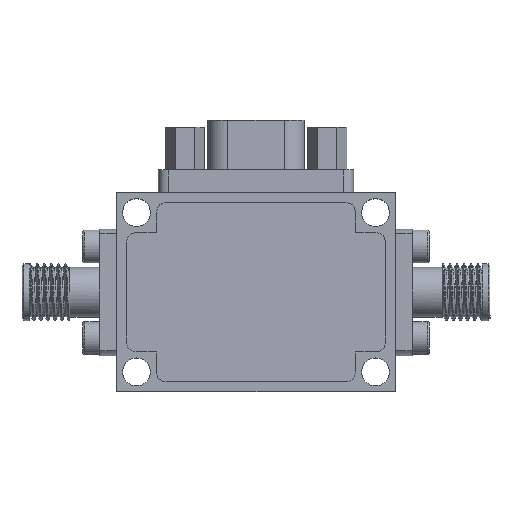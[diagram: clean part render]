
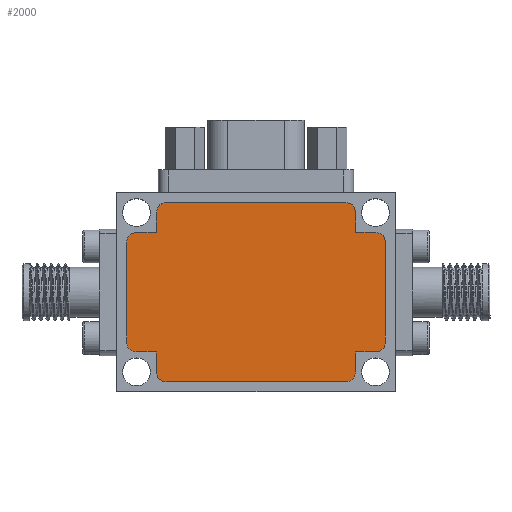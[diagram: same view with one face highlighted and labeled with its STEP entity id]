
A CAD part, top view. The second image highlights one B-rep face of the part: STEP entity #2000.
In plain terms, the highlighted planar face has unit normal (0, 0, 1).
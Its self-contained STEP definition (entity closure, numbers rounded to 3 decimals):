
#1976=AXIS2_PLACEMENT_3D('Plane Axis2P3D',#1973,#1974,#1975) ;
#1296=CARTESIAN_POINT('Vertex',(-121.184,26.531,9.5)) ;
#1312=CARTESIAN_POINT('Vertex',(-122.184,25.531,9.5)) ;
#1316=CARTESIAN_POINT('Control Point',(-122.184,25.531,9.5)) ;
#1317=CARTESIAN_POINT('Control Point',(-122.184,25.924,9.5)) ;
#1318=CARTESIAN_POINT('Control Point',(-121.975,26.321,9.5)) ;
#1319=CARTESIAN_POINT('Control Point',(-121.577,26.531,9.5)) ;
#1320=CARTESIAN_POINT('Control Point',(-121.184,26.531,9.5)) ;
#1345=CARTESIAN_POINT('Vertex',(-122.184,15.531,9.5)) ;
#1348=CARTESIAN_POINT('Line Origine',(-122.184,20.531,9.5)) ;
#1382=CARTESIAN_POINT('Vertex',(-121.184,14.531,9.5)) ;
#1386=CARTESIAN_POINT('Control Point',(-121.184,14.531,9.5)) ;
#1387=CARTESIAN_POINT('Control Point',(-121.577,14.531,9.5)) ;
#1388=CARTESIAN_POINT('Control Point',(-121.975,14.74,9.5)) ;
#1389=CARTESIAN_POINT('Control Point',(-122.184,15.138,9.5)) ;
#1390=CARTESIAN_POINT('Control Point',(-122.184,15.531,9.5)) ;
#1415=CARTESIAN_POINT('Vertex',(-119.184,14.531,9.5)) ;
#1418=CARTESIAN_POINT('Line Origine',(-120.184,14.531,9.5)) ;
#1446=CARTESIAN_POINT('Vertex',(-119.184,12.531,9.5)) ;
#1449=CARTESIAN_POINT('Line Origine',(-119.184,13.531,9.5)) ;
#1483=CARTESIAN_POINT('Vertex',(-118.184,11.531,9.5)) ;
#1487=CARTESIAN_POINT('Control Point',(-118.184,11.531,9.5)) ;
#1488=CARTESIAN_POINT('Control Point',(-118.577,11.531,9.5)) ;
#1489=CARTESIAN_POINT('Control Point',(-118.975,11.74,9.5)) ;
#1490=CARTESIAN_POINT('Control Point',(-119.184,12.138,9.5)) ;
#1491=CARTESIAN_POINT('Control Point',(-119.184,12.531,9.5)) ;
#1516=CARTESIAN_POINT('Vertex',(-100.184,11.531,9.5)) ;
#1519=CARTESIAN_POINT('Line Origine',(-109.184,11.531,9.5)) ;
#1553=CARTESIAN_POINT('Vertex',(-99.184,12.531,9.5)) ;
#1557=CARTESIAN_POINT('Control Point',(-99.184,12.531,9.5)) ;
#1558=CARTESIAN_POINT('Control Point',(-99.184,12.138,9.5)) ;
#1559=CARTESIAN_POINT('Control Point',(-99.394,11.74,9.5)) ;
#1560=CARTESIAN_POINT('Control Point',(-99.791,11.531,9.5)) ;
#1561=CARTESIAN_POINT('Control Point',(-100.184,11.531,9.5)) ;
#1586=CARTESIAN_POINT('Vertex',(-99.184,14.531,9.5)) ;
#1589=CARTESIAN_POINT('Line Origine',(-99.184,13.531,9.5)) ;
#1612=CARTESIAN_POINT('Vertex',(-97.184,14.531,9.5)) ;
#1615=CARTESIAN_POINT('Line Origine',(-98.184,14.531,9.5)) ;
#1649=CARTESIAN_POINT('Vertex',(-96.184,15.531,9.5)) ;
#1653=CARTESIAN_POINT('Control Point',(-96.184,15.531,9.5)) ;
#1654=CARTESIAN_POINT('Control Point',(-96.184,15.138,9.5)) ;
#1655=CARTESIAN_POINT('Control Point',(-96.394,14.74,9.5)) ;
#1656=CARTESIAN_POINT('Control Point',(-96.791,14.531,9.5)) ;
#1657=CARTESIAN_POINT('Control Point',(-97.184,14.531,9.5)) ;
#1682=CARTESIAN_POINT('Vertex',(-96.184,25.531,9.5)) ;
#1685=CARTESIAN_POINT('Line Origine',(-96.184,20.531,9.5)) ;
#1719=CARTESIAN_POINT('Vertex',(-97.184,26.531,9.5)) ;
#1723=CARTESIAN_POINT('Control Point',(-97.184,26.531,9.5)) ;
#1724=CARTESIAN_POINT('Control Point',(-96.791,26.531,9.5)) ;
#1725=CARTESIAN_POINT('Control Point',(-96.394,26.321,9.5)) ;
#1726=CARTESIAN_POINT('Control Point',(-96.184,25.924,9.5)) ;
#1727=CARTESIAN_POINT('Control Point',(-96.184,25.531,9.5)) ;
#1752=CARTESIAN_POINT('Vertex',(-99.184,26.531,9.5)) ;
#1755=CARTESIAN_POINT('Line Origine',(-98.184,26.531,9.5)) ;
#1778=CARTESIAN_POINT('Vertex',(-99.184,28.531,9.5)) ;
#1781=CARTESIAN_POINT('Line Origine',(-99.184,27.531,9.5)) ;
#1815=CARTESIAN_POINT('Vertex',(-100.184,29.531,9.5)) ;
#1819=CARTESIAN_POINT('Control Point',(-100.184,29.531,9.5)) ;
#1820=CARTESIAN_POINT('Control Point',(-99.791,29.531,9.5)) ;
#1821=CARTESIAN_POINT('Control Point',(-99.394,29.321,9.5)) ;
#1822=CARTESIAN_POINT('Control Point',(-99.184,28.924,9.5)) ;
#1823=CARTESIAN_POINT('Control Point',(-99.184,28.531,9.5)) ;
#1848=CARTESIAN_POINT('Vertex',(-118.184,29.531,9.5)) ;
#1851=CARTESIAN_POINT('Line Origine',(-109.184,29.531,9.5)) ;
#1885=CARTESIAN_POINT('Vertex',(-119.184,28.531,9.5)) ;
#1889=CARTESIAN_POINT('Control Point',(-119.184,28.531,9.5)) ;
#1890=CARTESIAN_POINT('Control Point',(-119.184,28.924,9.5)) ;
#1891=CARTESIAN_POINT('Control Point',(-118.975,29.321,9.5)) ;
#1892=CARTESIAN_POINT('Control Point',(-118.577,29.531,9.5)) ;
#1893=CARTESIAN_POINT('Control Point',(-118.184,29.531,9.5)) ;
#1913=CARTESIAN_POINT('Vertex',(-119.184,26.531,9.5)) ;
#1916=CARTESIAN_POINT('Line Origine',(-119.184,27.531,9.5)) ;
#1933=CARTESIAN_POINT('Line Origine',(-120.184,26.531,9.5)) ;
#1973=CARTESIAN_POINT('Axis2P3D Location',(0.,0.,9.5)) ;
#1349=DIRECTION('Vector Direction',(0.,1.,0.)) ;
#1419=DIRECTION('Vector Direction',(-1.,0.,0.)) ;
#1450=DIRECTION('Vector Direction',(0.,1.,0.)) ;
#1520=DIRECTION('Vector Direction',(-1.,0.,0.)) ;
#1590=DIRECTION('Vector Direction',(0.,-1.,0.)) ;
#1616=DIRECTION('Vector Direction',(-1.,0.,0.)) ;
#1686=DIRECTION('Vector Direction',(0.,-1.,0.)) ;
#1756=DIRECTION('Vector Direction',(1.,0.,0.)) ;
#1782=DIRECTION('Vector Direction',(0.,-1.,0.)) ;
#1852=DIRECTION('Vector Direction',(1.,0.,0.)) ;
#1917=DIRECTION('Vector Direction',(0.,1.,0.)) ;
#1934=DIRECTION('Vector Direction',(1.,0.,0.)) ;
#1974=DIRECTION('Axis2P3D Direction',(0.,0.,1.)) ;
#1975=DIRECTION('Axis2P3D XDirection',(1.,0.,0.)) ;
#1350=VECTOR('Line Direction',#1349,1.) ;
#1420=VECTOR('Line Direction',#1419,1.) ;
#1451=VECTOR('Line Direction',#1450,1.) ;
#1521=VECTOR('Line Direction',#1520,1.) ;
#1591=VECTOR('Line Direction',#1590,1.) ;
#1617=VECTOR('Line Direction',#1616,1.) ;
#1687=VECTOR('Line Direction',#1686,1.) ;
#1757=VECTOR('Line Direction',#1756,1.) ;
#1783=VECTOR('Line Direction',#1782,1.) ;
#1853=VECTOR('Line Direction',#1852,1.) ;
#1918=VECTOR('Line Direction',#1917,1.) ;
#1935=VECTOR('Line Direction',#1934,1.) ;
#1979=ORIENTED_EDGE('',*,*,#1321,.T.) ;
#1980=ORIENTED_EDGE('',*,*,#1352,.T.) ;
#1981=ORIENTED_EDGE('',*,*,#1391,.T.) ;
#1982=ORIENTED_EDGE('',*,*,#1422,.T.) ;
#1983=ORIENTED_EDGE('',*,*,#1453,.T.) ;
#1984=ORIENTED_EDGE('',*,*,#1492,.T.) ;
#1985=ORIENTED_EDGE('',*,*,#1523,.T.) ;
#1986=ORIENTED_EDGE('',*,*,#1562,.T.) ;
#1987=ORIENTED_EDGE('',*,*,#1593,.T.) ;
#1988=ORIENTED_EDGE('',*,*,#1619,.T.) ;
#1989=ORIENTED_EDGE('',*,*,#1658,.T.) ;
#1990=ORIENTED_EDGE('',*,*,#1689,.T.) ;
#1991=ORIENTED_EDGE('',*,*,#1728,.T.) ;
#1992=ORIENTED_EDGE('',*,*,#1759,.T.) ;
#1993=ORIENTED_EDGE('',*,*,#1785,.T.) ;
#1994=ORIENTED_EDGE('',*,*,#1824,.T.) ;
#1995=ORIENTED_EDGE('',*,*,#1855,.T.) ;
#1996=ORIENTED_EDGE('',*,*,#1894,.T.) ;
#1997=ORIENTED_EDGE('',*,*,#1920,.T.) ;
#1998=ORIENTED_EDGE('',*,*,#1937,.T.) ;
#2000=ADVANCED_FACE('\X2\96F64EF651E04F554F53\X0\',(#1999),#1977,.T.) ;
#1315=B_SPLINE_CURVE_WITH_KNOTS('',4,(#1316,#1317,#1318,#1319,#1320),.UNSPECIFIED.,.F.,.U.,(5,5),(82.995,84.566),.UNSPECIFIED.) ;
#1385=B_SPLINE_CURVE_WITH_KNOTS('',4,(#1386,#1387,#1388,#1389,#1390),.UNSPECIFIED.,.F.,.U.,(5,5),(71.425,72.995),.UNSPECIFIED.) ;
#1486=B_SPLINE_CURVE_WITH_KNOTS('',4,(#1487,#1488,#1489,#1490,#1491),.UNSPECIFIED.,.F.,.U.,(5,5),(65.854,67.425),.UNSPECIFIED.) ;
#1556=B_SPLINE_CURVE_WITH_KNOTS('',4,(#1557,#1558,#1559,#1560,#1561),.UNSPECIFIED.,.F.,.U.,(5,5),(46.283,47.854),.UNSPECIFIED.) ;
#1652=B_SPLINE_CURVE_WITH_KNOTS('',4,(#1653,#1654,#1655,#1656,#1657),.UNSPECIFIED.,.F.,.U.,(5,5),(40.712,42.283),.UNSPECIFIED.) ;
#1722=B_SPLINE_CURVE_WITH_KNOTS('',4,(#1723,#1724,#1725,#1726,#1727),.UNSPECIFIED.,.F.,.U.,(5,5),(29.142,30.712),.UNSPECIFIED.) ;
#1818=B_SPLINE_CURVE_WITH_KNOTS('',4,(#1819,#1820,#1821,#1822,#1823),.UNSPECIFIED.,.F.,.U.,(5,5),(23.571,25.142),.UNSPECIFIED.) ;
#1888=B_SPLINE_CURVE_WITH_KNOTS('',4,(#1889,#1890,#1891,#1892,#1893),.UNSPECIFIED.,.F.,.U.,(5,5),(4.,5.571),.UNSPECIFIED.) ;
#1321=EDGE_CURVE('',#1297,#1313,#1315,.F.) ;
#1352=EDGE_CURVE('',#1313,#1346,#1351,.F.) ;
#1391=EDGE_CURVE('',#1346,#1383,#1385,.F.) ;
#1422=EDGE_CURVE('',#1383,#1416,#1421,.F.) ;
#1453=EDGE_CURVE('',#1416,#1447,#1452,.F.) ;
#1492=EDGE_CURVE('',#1447,#1484,#1486,.F.) ;
#1523=EDGE_CURVE('',#1484,#1517,#1522,.F.) ;
#1562=EDGE_CURVE('',#1517,#1554,#1556,.F.) ;
#1593=EDGE_CURVE('',#1554,#1587,#1592,.F.) ;
#1619=EDGE_CURVE('',#1587,#1613,#1618,.F.) ;
#1658=EDGE_CURVE('',#1613,#1650,#1652,.F.) ;
#1689=EDGE_CURVE('',#1650,#1683,#1688,.F.) ;
#1728=EDGE_CURVE('',#1683,#1720,#1722,.F.) ;
#1759=EDGE_CURVE('',#1720,#1753,#1758,.F.) ;
#1785=EDGE_CURVE('',#1753,#1779,#1784,.F.) ;
#1824=EDGE_CURVE('',#1779,#1816,#1818,.F.) ;
#1855=EDGE_CURVE('',#1816,#1849,#1854,.F.) ;
#1894=EDGE_CURVE('',#1849,#1886,#1888,.F.) ;
#1920=EDGE_CURVE('',#1886,#1914,#1919,.F.) ;
#1937=EDGE_CURVE('',#1914,#1297,#1936,.F.) ;
#1978=EDGE_LOOP('',(#1979,#1980,#1981,#1982,#1983,#1984,#1985,#1986,#1987,#1988,#1989,#1990,#1991,#1992,#1993,#1994,#1995,#1996,#1997,#1998)) ;
#1999=FACE_OUTER_BOUND('',#1978,.T.) ;
#1351=LINE('Line',#1348,#1350) ;
#1421=LINE('Line',#1418,#1420) ;
#1452=LINE('Line',#1449,#1451) ;
#1522=LINE('Line',#1519,#1521) ;
#1592=LINE('Line',#1589,#1591) ;
#1618=LINE('Line',#1615,#1617) ;
#1688=LINE('Line',#1685,#1687) ;
#1758=LINE('Line',#1755,#1757) ;
#1784=LINE('Line',#1781,#1783) ;
#1854=LINE('Line',#1851,#1853) ;
#1919=LINE('Line',#1916,#1918) ;
#1936=LINE('Line',#1933,#1935) ;
#1977=PLANE('',#1976) ;
#1297=VERTEX_POINT('',#1296) ;
#1313=VERTEX_POINT('',#1312) ;
#1346=VERTEX_POINT('',#1345) ;
#1383=VERTEX_POINT('',#1382) ;
#1416=VERTEX_POINT('',#1415) ;
#1447=VERTEX_POINT('',#1446) ;
#1484=VERTEX_POINT('',#1483) ;
#1517=VERTEX_POINT('',#1516) ;
#1554=VERTEX_POINT('',#1553) ;
#1587=VERTEX_POINT('',#1586) ;
#1613=VERTEX_POINT('',#1612) ;
#1650=VERTEX_POINT('',#1649) ;
#1683=VERTEX_POINT('',#1682) ;
#1720=VERTEX_POINT('',#1719) ;
#1753=VERTEX_POINT('',#1752) ;
#1779=VERTEX_POINT('',#1778) ;
#1816=VERTEX_POINT('',#1815) ;
#1849=VERTEX_POINT('',#1848) ;
#1886=VERTEX_POINT('',#1885) ;
#1914=VERTEX_POINT('',#1913) ;
